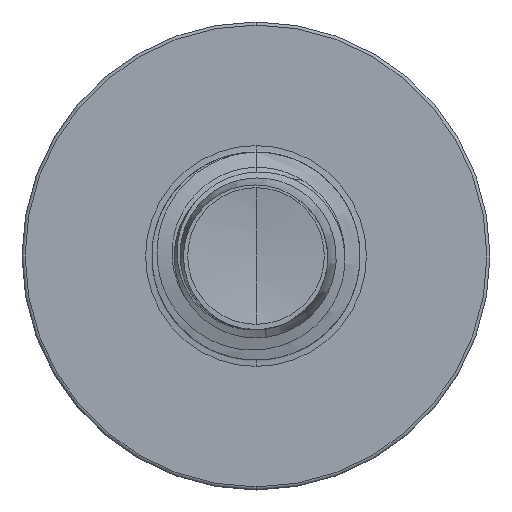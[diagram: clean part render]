
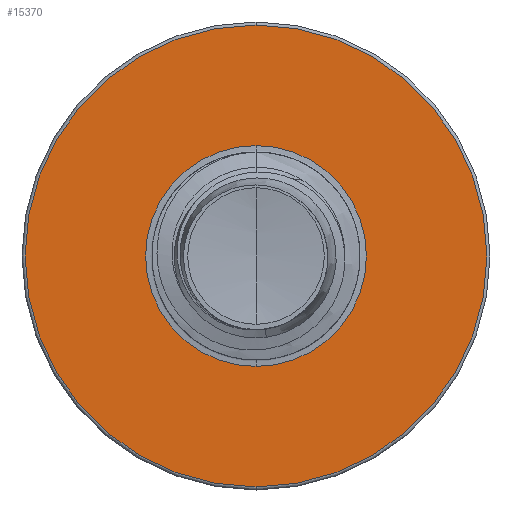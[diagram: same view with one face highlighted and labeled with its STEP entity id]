
A CAD part, front view. The second image highlights one B-rep face of the part: STEP entity #15370.
In plain terms, the highlighted planar face has unit normal (0, -1, 0).
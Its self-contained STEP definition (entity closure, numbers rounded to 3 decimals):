
#236 = VERTEX_POINT ( 'NONE', #24916 ) ;
#2651 = CARTESIAN_POINT ( 'NONE',  ( 0., 30., 0. ) ) ;
#3069 = DIRECTION ( 'NONE',  ( 0., 1., 0. ) ) ;
#3684 = DIRECTION ( 'NONE',  ( 0., 1., 0. ) ) ;
#4989 = CARTESIAN_POINT ( 'NONE',  ( 0., 30., 0. ) ) ;
#5557 = CARTESIAN_POINT ( 'NONE',  ( 0., 30., -6.66 ) ) ;
#5840 = DIRECTION ( 'NONE',  ( 0., 0., 1. ) ) ;
#6712 = AXIS2_PLACEMENT_3D ( 'NONE', #4989, #27289, #8173 ) ;
#6943 = VERTEX_POINT ( 'NONE', #34787 ) ;
#8173 = DIRECTION ( 'NONE',  ( 0., 0., 1. ) ) ;
#8354 = ORIENTED_EDGE ( 'NONE', *, *, #21369, .T. ) ;
#9596 = EDGE_LOOP ( 'NONE', ( #10685, #13023 ) ) ;
#10685 = ORIENTED_EDGE ( 'NONE', *, *, #31667, .F. ) ;
#10778 = CIRCLE ( 'NONE', #6712, 6.66 ) ;
#10820 = CIRCLE ( 'NONE', #26185, 6.66 ) ;
#10833 = CARTESIAN_POINT ( 'NONE',  ( 0., 30., 3.186 ) ) ;
#13023 = ORIENTED_EDGE ( 'NONE', *, *, #35692, .F. ) ;
#13892 = CIRCLE ( 'NONE', #24759, 3.186 ) ;
#14558 = VERTEX_POINT ( 'NONE', #10833 ) ;
#15233 = FACE_BOUND ( 'NONE', #17119, .T. ) ;
#15370 = ADVANCED_FACE ( 'NONE', ( #39812, #15233 ), #22129, .F. ) ;
#15597 = DIRECTION ( 'NONE',  ( 0., 1., 0. ) ) ;
#16962 = AXIS2_PLACEMENT_3D ( 'NONE', #34846, #15597, #38059 ) ;
#17119 = EDGE_LOOP ( 'NONE', ( #8354, #31221 ) ) ;
#18819 = AXIS2_PLACEMENT_3D ( 'NONE', #28023, #3069, #25351 ) ;
#19912 = CIRCLE ( 'NONE', #16962, 3.186 ) ;
#21369 = EDGE_CURVE ( 'NONE', #14558, #6943, #19912, .T. ) ;
#22129 = PLANE ( 'NONE',  #18819 ) ;
#22549 = EDGE_CURVE ( 'NONE', #6943, #14558, #13892, .T. ) ;
#22574 = VERTEX_POINT ( 'NONE', #5557 ) ;
#22754 = CARTESIAN_POINT ( 'NONE',  ( 0., 30., 0. ) ) ;
#24759 = AXIS2_PLACEMENT_3D ( 'NONE', #2651, #24925, #5840 ) ;
#24916 = CARTESIAN_POINT ( 'NONE',  ( 0., 30., 6.66 ) ) ;
#24925 = DIRECTION ( 'NONE',  ( 0., 1., 0. ) ) ;
#25351 = DIRECTION ( 'NONE',  ( 0., 0., 1. ) ) ;
#25968 = DIRECTION ( 'NONE',  ( 0., 0., 1. ) ) ;
#26185 = AXIS2_PLACEMENT_3D ( 'NONE', #22754, #3684, #25968 ) ;
#27289 = DIRECTION ( 'NONE',  ( 0., 1., 0. ) ) ;
#28023 = CARTESIAN_POINT ( 'NONE',  ( 0., 30., -3.186 ) ) ;
#31221 = ORIENTED_EDGE ( 'NONE', *, *, #22549, .T. ) ;
#31667 = EDGE_CURVE ( 'NONE', #236, #22574, #10820, .T. ) ;
#34787 = CARTESIAN_POINT ( 'NONE',  ( 0., 30., -3.186 ) ) ;
#34846 = CARTESIAN_POINT ( 'NONE',  ( 0., 30., 0. ) ) ;
#35692 = EDGE_CURVE ( 'NONE', #22574, #236, #10778, .T. ) ;
#38059 = DIRECTION ( 'NONE',  ( 0., 0., 1. ) ) ;
#39812 = FACE_OUTER_BOUND ( 'NONE', #9596, .T. ) ;
